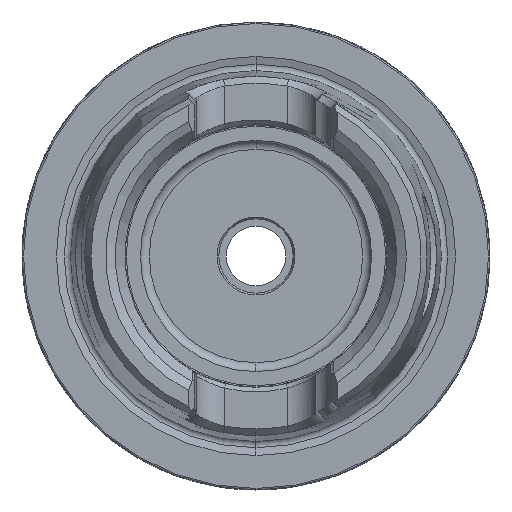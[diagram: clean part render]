
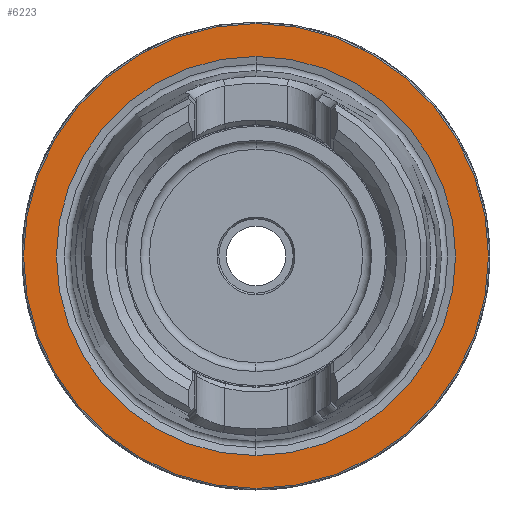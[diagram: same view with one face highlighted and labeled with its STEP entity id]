
A CAD part, left-side view. The second image highlights one B-rep face of the part: STEP entity #6223.
In plain terms, the highlighted planar face has unit normal (-1, 0, 0).
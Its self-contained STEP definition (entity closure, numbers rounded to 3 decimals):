
#59 = EDGE_CURVE ( 'NONE', #685, #973, #6551, .T. ) ;
#60 = EDGE_CURVE ( 'NONE', #724, #873, #6549, .T. ) ;
#477 = AXIS2_PLACEMENT_3D ( 'NONE', #9616, #9617, #9618 ) ;
#478 = AXIS2_PLACEMENT_3D ( 'NONE', #9619, #9620, #9621 ) ;
#685 = VERTEX_POINT ( 'NONE', #1954 ) ;
#724 = VERTEX_POINT ( 'NONE', #2022 ) ;
#873 = VERTEX_POINT ( 'NONE', #2299 ) ;
#973 = VERTEX_POINT ( 'NONE', #2485 ) ;
#1954 = CARTESIAN_POINT ( 'NONE',  ( 0., 0., -31.275 ) ) ;
#2022 = CARTESIAN_POINT ( 'NONE',  ( 0., 0., 26.85 ) ) ;
#2198 = EDGE_LOOP ( 'NONE', ( #3664, #3666 ) ) ;
#2200 = EDGE_LOOP ( 'NONE', ( #3662, #3663 ) ) ;
#2299 = CARTESIAN_POINT ( 'NONE',  ( 0., 0., -26.85 ) ) ;
#2485 = CARTESIAN_POINT ( 'NONE',  ( 0., 0., 31.275 ) ) ;
#3523 = CARTESIAN_POINT ( 'NONE',  ( 0., 31.275, 0. ) ) ;
#3524 = PLANE ( 'NONE',  #8001 ) ;
#3529 = DIRECTION ( 'NONE',  ( 1., 0., 0. ) ) ;
#3530 = DIRECTION ( 'NONE',  ( 0., 0., -1. ) ) ;
#3662 = ORIENTED_EDGE ( 'NONE', *, *, #60, .F. ) ;
#3663 = ORIENTED_EDGE ( 'NONE', *, *, #9271, .F. ) ;
#3664 = ORIENTED_EDGE ( 'NONE', *, *, #9268, .T. ) ;
#3666 = ORIENTED_EDGE ( 'NONE', *, *, #59, .T. ) ;
#6223 = ADVANCED_FACE ( 'NONE', ( #7012, #7017 ), #3524, .F. ) ;
#6549 = CIRCLE ( 'NONE', #478, 26.85 ) ;
#6551 = CIRCLE ( 'NONE', #477, 31.275 ) ;
#7012 = FACE_BOUND ( 'NONE', #2200, .T. ) ;
#7017 = FACE_OUTER_BOUND ( 'NONE', #2198, .T. ) ;
#7350 = CIRCLE ( 'NONE', #8438, 31.275 ) ;
#7353 = CIRCLE ( 'NONE', #8442, 26.85 ) ;
#8001 = AXIS2_PLACEMENT_3D ( 'NONE', #3523, #3529, #3530 ) ;
#8438 = AXIS2_PLACEMENT_3D ( 'NONE', #8899, #8900, #8901 ) ;
#8442 = AXIS2_PLACEMENT_3D ( 'NONE', #8908, #8909, #8910 ) ;
#8899 = CARTESIAN_POINT ( 'NONE',  ( 0., 0., 0. ) ) ;
#8900 = DIRECTION ( 'NONE',  ( -1., 0., 0. ) ) ;
#8901 = DIRECTION ( 'NONE',  ( 0., 0., 1. ) ) ;
#8908 = CARTESIAN_POINT ( 'NONE',  ( 0., 0., 0. ) ) ;
#8909 = DIRECTION ( 'NONE',  ( -1., 0., 0. ) ) ;
#8910 = DIRECTION ( 'NONE',  ( 0., 0., 1. ) ) ;
#9268 = EDGE_CURVE ( 'NONE', #973, #685, #7350, .T. ) ;
#9271 = EDGE_CURVE ( 'NONE', #873, #724, #7353, .T. ) ;
#9616 = CARTESIAN_POINT ( 'NONE',  ( 0., 0., 0. ) ) ;
#9617 = DIRECTION ( 'NONE',  ( -1., 0., 0. ) ) ;
#9618 = DIRECTION ( 'NONE',  ( 0., 0., 1. ) ) ;
#9619 = CARTESIAN_POINT ( 'NONE',  ( 0., 0., 0. ) ) ;
#9620 = DIRECTION ( 'NONE',  ( -1., 0., 0. ) ) ;
#9621 = DIRECTION ( 'NONE',  ( 0., 0., 1. ) ) ;
